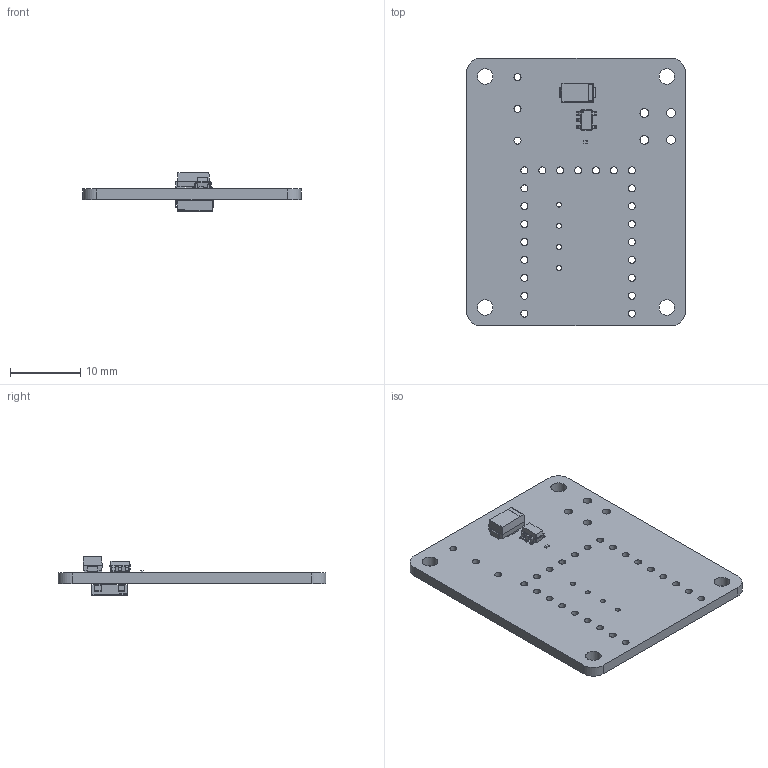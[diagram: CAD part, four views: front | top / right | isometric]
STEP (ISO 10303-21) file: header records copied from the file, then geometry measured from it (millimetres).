
FILE_DESCRIPTION(('KiCad electronic assembly'),'2;1');
FILE_NAME('Jasoos_PCB.step','2026-02-09T12:23:18',('Pcbnew'),('Kicad'), 'Open CASCADE STEP processor 7.9','KiCad to STEP converter','Unknown' );
FILE_SCHEMA(('AUTOMOTIVE_DESIGN { 1 0 10303 214 1 1 1 1 }'));
Length unit declared in the file: millimetre
Products named in the file (6): Jasoos_PCB 1; SOT-23-5; R_0201_0603Metric; D_SMA; LED_WS2812B_PLCC4_5.0x5.0mm_P3.2mm; Jasoos_PCB
Assembly tree (5 placements, depth 2):
  Jasoos_PCB 1
    SOT-23-5
    R_0201_0603Metric
    D_SMA
    LED_WS2812B_PLCC4_5.0x5.0mm_P3.2mm
    Jasoos_PCB
Bounding box: 31 x 38 x 5.5 mm (x, y, z)
Volume: 1777 mm3; surface area: 2851.9 mm2
Topology: 5 solids, 5 shells, 285 faces, 783 edges, 507 vertices
Faces by surface type: plane 162, cylinder 96, bspline 26, cone 1
Full cylindrical faces by diameter (mm): 0.7 x4, 1 x26, 1.25 x4, 2.2 x4, 3.333 x1
Entity records: 11097 total; most frequent: CARTESIAN_POINT 1717, ORIENTED_EDGE 1566, DIRECTION 1456, EDGE_CURVE 783, LINE 548, VECTOR 548, VERTEX_POINT 507, AXIS2_PLACEMENT_3D 454
